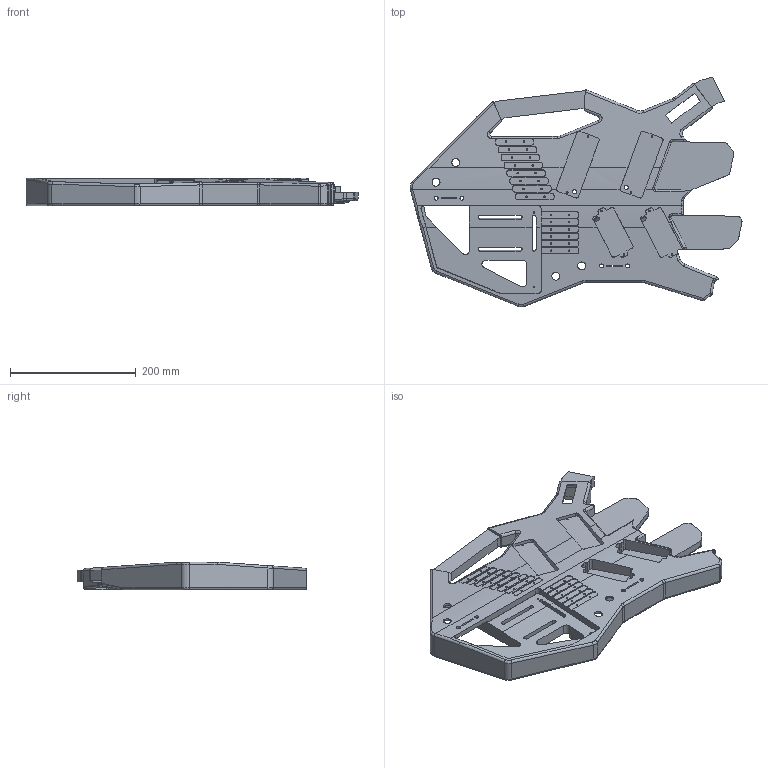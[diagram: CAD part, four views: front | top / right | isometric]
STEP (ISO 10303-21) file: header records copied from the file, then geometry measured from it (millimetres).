
FILE_DESCRIPTION(/* description */ (''),/* implementation_level */ '2;1');
FILE_NAME(/* name */ 'body.stp',/* time_stamp */ '2020-02-08T12:38:44-08:00',/* author */ ('valer'),/* organization */ (''),/* preprocessor_version */ 'ST-DEVELOPER v18',/* originating_system */ 'Autodesk Inventor 2020',/* authorisation */ '');
FILE_SCHEMA (('AUTOMOTIVE_DESIGN { 1 0 10303 214 3 1 1 }'));
Length unit declared in the file: inch
Products named in the file (1): switchback
Bounding box: 528.47 x 365.97 x 44.45 mm (x, y, z)
Volume: 3119858.6 mm3; surface area: 393558.4 mm2
Topology: 1 solids, 1 shells, 746 faces, 2112 edges, 1390 vertices
Faces by surface type: cylinder 315, plane 290, bspline 85, cone 43, torus 13
Full cylindrical faces by diameter (mm): 1.27 x8, 2.54 x60, 6.35 x8, 12.7 x14, 25.4 x4
Entity records: 27470 total; most frequent: CARTESIAN_POINT 8051, ORIENTED_EDGE 4118, DIRECTION 4007, EDGE_CURVE 2059, AXIS2_PLACEMENT_3D 1495, VERTEX_POINT 1390, LINE 1017, VECTOR 1017
